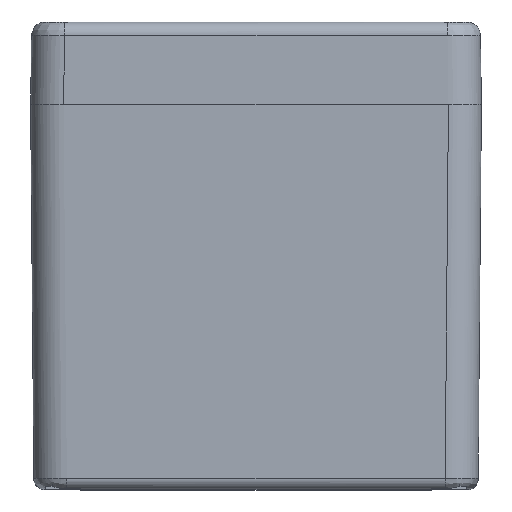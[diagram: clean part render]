
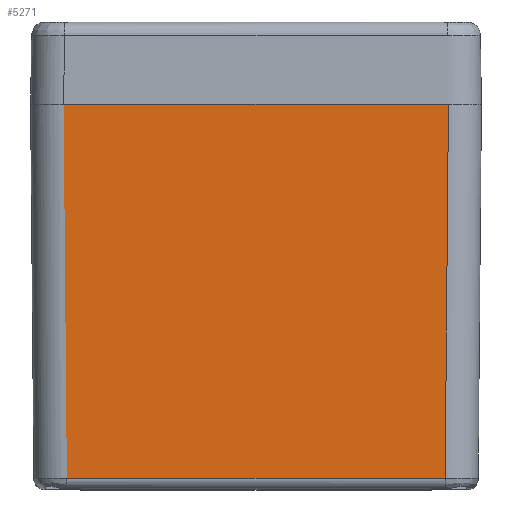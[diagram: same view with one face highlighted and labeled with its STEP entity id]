
A CAD part, top view. The second image highlights one B-rep face of the part: STEP entity #5271.
In plain terms, the highlighted planar face has unit normal (0, -0.009, 1).
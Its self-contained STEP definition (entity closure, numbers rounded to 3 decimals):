
#426 = EDGE_CURVE ( 'NONE', #5287, #20834, #19557, .T. ) ;
#2128 = VECTOR ( 'NONE', #10693, 1000. ) ;
#2761 = DIRECTION ( 'NONE',  ( 1., 0., 0. ) ) ;
#3038 = ORIENTED_EDGE ( 'NONE', *, *, #426, .F. ) ;
#3691 = EDGE_CURVE ( 'NONE', #19800, #5287, #15791, .T. ) ;
#3952 = CARTESIAN_POINT ( 'NONE',  ( -35., 70., 40. ) ) ;
#5271 = ADVANCED_FACE ( 'NONE', ( #16560 ), #13283, .T. ) ;
#5287 = VERTEX_POINT ( 'NONE', #15180 ) ;
#5410 = VECTOR ( 'NONE', #15393, 1000. ) ;
#5563 = ORIENTED_EDGE ( 'NONE', *, *, #3691, .F. ) ;
#6187 = AXIS2_PLACEMENT_3D ( 'NONE', #10302, #10076, #11895 ) ;
#6570 = CARTESIAN_POINT ( 'NONE',  ( -34.406, 1.983, 39.406 ) ) ;
#8003 = DIRECTION ( 'NONE',  ( -1., 0., 0. ) ) ;
#10076 = DIRECTION ( 'NONE',  ( 0., -0.009, 1. ) ) ;
#10302 = CARTESIAN_POINT ( 'NONE',  ( -43.611, 70., 40. ) ) ;
#10396 = EDGE_CURVE ( 'NONE', #12444, #20834, #13790, .T. ) ;
#10693 = DIRECTION ( 'NONE',  ( -0.009, -1., -0.009 ) ) ;
#11611 = EDGE_CURVE ( 'NONE', #12444, #19800, #14088, .T. ) ;
#11895 = DIRECTION ( 'NONE',  ( -1., 0., 0. ) ) ;
#12444 = VERTEX_POINT ( 'NONE', #19714 ) ;
#13019 = ORIENTED_EDGE ( 'NONE', *, *, #11611, .F. ) ;
#13283 = PLANE ( 'NONE',  #6187 ) ;
#13770 = ORIENTED_EDGE ( 'NONE', *, *, #10396, .T. ) ;
#13790 = LINE ( 'NONE', #3952, #5410 ) ;
#13869 = CARTESIAN_POINT ( 'NONE',  ( -35., 70., 40. ) ) ;
#14088 = LINE ( 'NONE', #13869, #18297 ) ;
#15180 = CARTESIAN_POINT ( 'NONE',  ( 34.407, 1.983, 39.406 ) ) ;
#15393 = DIRECTION ( 'NONE',  ( 0.009, -1., -0.009 ) ) ;
#15791 = LINE ( 'NONE', #17369, #2128 ) ;
#16560 = FACE_OUTER_BOUND ( 'NONE', #19605, .T. ) ;
#17369 = CARTESIAN_POINT ( 'NONE',  ( 35., 70., 40. ) ) ;
#17971 = CARTESIAN_POINT ( 'NONE',  ( 34.407, 1.983, 39.406 ) ) ;
#18297 = VECTOR ( 'NONE', #2761, 1000. ) ;
#19236 = CARTESIAN_POINT ( 'NONE',  ( 35., 70., 40. ) ) ;
#19557 = LINE ( 'NONE', #17971, #19987 ) ;
#19605 = EDGE_LOOP ( 'NONE', ( #5563, #13019, #13770, #3038 ) ) ;
#19714 = CARTESIAN_POINT ( 'NONE',  ( -35., 70., 40. ) ) ;
#19800 = VERTEX_POINT ( 'NONE', #19236 ) ;
#19987 = VECTOR ( 'NONE', #8003, 1000. ) ;
#20834 = VERTEX_POINT ( 'NONE', #6570 ) ;
